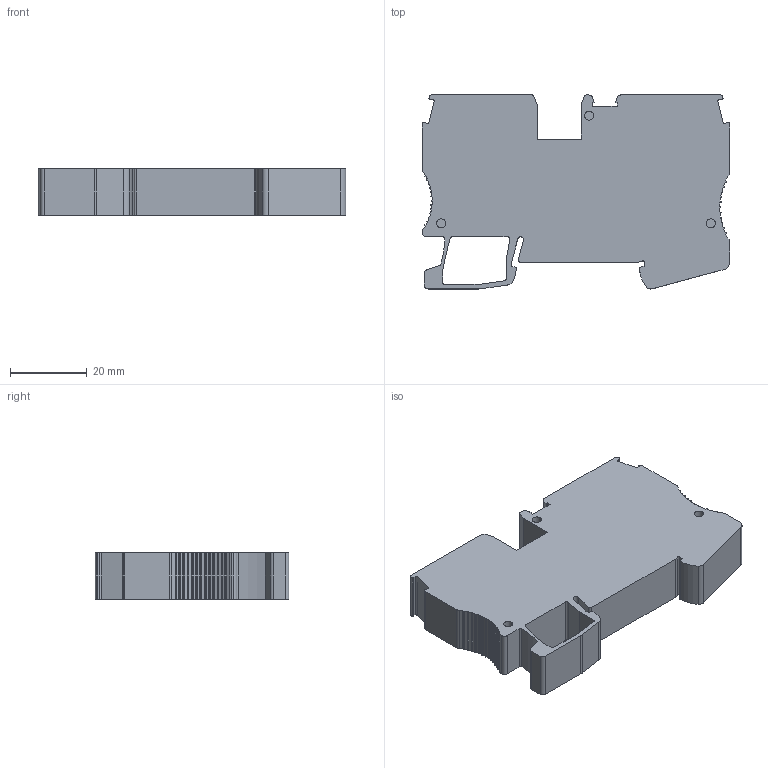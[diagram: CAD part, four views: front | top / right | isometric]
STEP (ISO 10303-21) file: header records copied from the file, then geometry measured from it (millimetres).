
FILE_DESCRIPTION((''),'2;1');
FILE_NAME('UJ5-16','2021-11-18T',('Administrator'),(''),'PRO/ENGINEER BY PARAMETRIC TECHNOLOGY CORPORATION, 2013230','PRO/ENGINEER BY PARAMETRIC TECHNOLOGY CORPORATION, 2013230','');
FILE_SCHEMA(('AUTOMOTIVE_DESIGN { 1 0 10303 214 1 1 1 1 }'));
Length unit declared in the file: millimetre
Products named in the file (1): UJ5-16
Bounding box: 80.2 x 50.6 x 12.2 mm (x, y, z)
Volume: 36665.3 mm3; surface area: 12814.8 mm2
Topology: 1 solids, 1 shells, 255 faces, 800 edges, 556 vertices
Faces by surface type: plane 150, cylinder 105
Entity records: 9138 total; most frequent: CARTESIAN_POINT 1685, ORIENTED_EDGE 1600, DIRECTION 1552, EDGE_CURVE 800, VERTEX_POINT 556, VECTOR 522, LINE 522, AXIS2_PLACEMENT_3D 515
